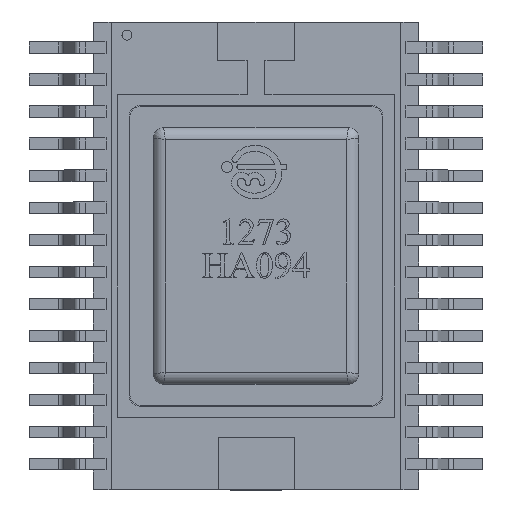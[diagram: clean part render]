
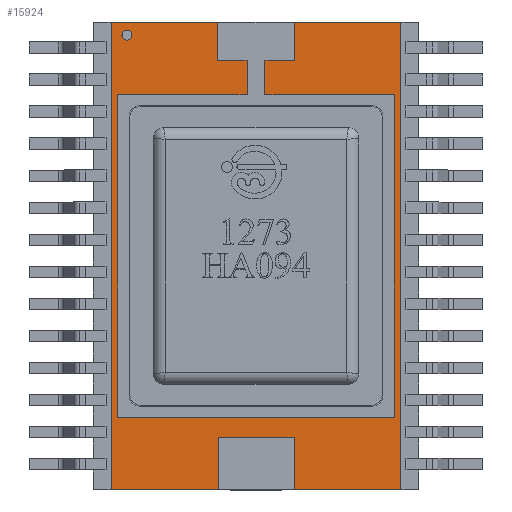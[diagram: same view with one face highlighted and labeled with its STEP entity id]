
A CAD part, top view. The second image highlights one B-rep face of the part: STEP entity #15924.
In plain terms, the highlighted planar face has unit normal (0, 0, 1).
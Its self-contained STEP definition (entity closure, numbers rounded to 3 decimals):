
#224=CIRCLE('',#16582,0.196);
#682=ORIENTED_EDGE('',*,*,#4189,.T.);
#683=ORIENTED_EDGE('',*,*,#4190,.T.);
#684=ORIENTED_EDGE('',*,*,#4191,.T.);
#685=ORIENTED_EDGE('',*,*,#4192,.T.);
#686=ORIENTED_EDGE('',*,*,#4193,.T.);
#687=ORIENTED_EDGE('',*,*,#4194,.F.);
#688=ORIENTED_EDGE('',*,*,#4195,.F.);
#689=ORIENTED_EDGE('',*,*,#4196,.T.);
#690=ORIENTED_EDGE('',*,*,#4197,.F.);
#691=ORIENTED_EDGE('',*,*,#4198,.F.);
#692=ORIENTED_EDGE('',*,*,#4199,.F.);
#693=ORIENTED_EDGE('',*,*,#4200,.F.);
#694=ORIENTED_EDGE('',*,*,#4201,.F.);
#695=ORIENTED_EDGE('',*,*,#4202,.T.);
#696=ORIENTED_EDGE('',*,*,#4203,.F.);
#697=ORIENTED_EDGE('',*,*,#4204,.F.);
#698=ORIENTED_EDGE('',*,*,#4205,.T.);
#699=ORIENTED_EDGE('',*,*,#4206,.T.);
#700=ORIENTED_EDGE('',*,*,#4207,.T.);
#701=ORIENTED_EDGE('',*,*,#4208,.F.);
#702=ORIENTED_EDGE('',*,*,#4209,.T.);
#4189=EDGE_CURVE('',#5942,#5942,#224,.T.);
#4190=EDGE_CURVE('',#5943,#5944,#7048,.T.);
#4191=EDGE_CURVE('',#5944,#5945,#7049,.T.);
#4192=EDGE_CURVE('',#5945,#5946,#7050,.T.);
#4193=EDGE_CURVE('',#5946,#5947,#7051,.T.);
#4194=EDGE_CURVE('',#5948,#5947,#7052,.T.);
#4195=EDGE_CURVE('',#5949,#5948,#7053,.T.);
#4196=EDGE_CURVE('',#5949,#5950,#7054,.T.);
#4197=EDGE_CURVE('',#5951,#5950,#7055,.T.);
#4198=EDGE_CURVE('',#5952,#5951,#7056,.T.);
#4199=EDGE_CURVE('',#5953,#5952,#7057,.T.);
#4200=EDGE_CURVE('',#5954,#5953,#7058,.T.);
#4201=EDGE_CURVE('',#5955,#5954,#7059,.T.);
#4202=EDGE_CURVE('',#5955,#5956,#7060,.T.);
#4203=EDGE_CURVE('',#5957,#5956,#7061,.T.);
#4204=EDGE_CURVE('',#5958,#5957,#7062,.T.);
#4205=EDGE_CURVE('',#5958,#5959,#7063,.T.);
#4206=EDGE_CURVE('',#5959,#5960,#7064,.T.);
#4207=EDGE_CURVE('',#5960,#5961,#7065,.T.);
#4208=EDGE_CURVE('',#5962,#5961,#7066,.T.);
#4209=EDGE_CURVE('',#5962,#5943,#7067,.T.);
#5942=VERTEX_POINT('',#21259);
#5943=VERTEX_POINT('',#21261);
#5944=VERTEX_POINT('',#21262);
#5945=VERTEX_POINT('',#21264);
#5946=VERTEX_POINT('',#21266);
#5947=VERTEX_POINT('',#21268);
#5948=VERTEX_POINT('',#21270);
#5949=VERTEX_POINT('',#21272);
#5950=VERTEX_POINT('',#21274);
#5951=VERTEX_POINT('',#21276);
#5952=VERTEX_POINT('',#21278);
#5953=VERTEX_POINT('',#21280);
#5954=VERTEX_POINT('',#21282);
#5955=VERTEX_POINT('',#21284);
#5956=VERTEX_POINT('',#21286);
#5957=VERTEX_POINT('',#21288);
#5958=VERTEX_POINT('',#21290);
#5959=VERTEX_POINT('',#21292);
#5960=VERTEX_POINT('',#21294);
#5961=VERTEX_POINT('',#21296);
#5962=VERTEX_POINT('',#21298);
#7048=LINE('',#21260,#8448);
#7049=LINE('',#21263,#8449);
#7050=LINE('',#21265,#8450);
#7051=LINE('',#21267,#8451);
#7052=LINE('',#21269,#8452);
#7053=LINE('',#21271,#8453);
#7054=LINE('',#21273,#8454);
#7055=LINE('',#21275,#8455);
#7056=LINE('',#21277,#8456);
#7057=LINE('',#21279,#8457);
#7058=LINE('',#21281,#8458);
#7059=LINE('',#21283,#8459);
#7060=LINE('',#21285,#8460);
#7061=LINE('',#21287,#8461);
#7062=LINE('',#21289,#8462);
#7063=LINE('',#21291,#8463);
#7064=LINE('',#21293,#8464);
#7065=LINE('',#21295,#8465);
#7066=LINE('',#21297,#8466);
#7067=LINE('',#21299,#8467);
#8448=VECTOR('',#17582,1000.);
#8449=VECTOR('',#17583,1000.);
#8450=VECTOR('',#17584,1000.);
#8451=VECTOR('',#17585,1000.);
#8452=VECTOR('',#17586,1000.);
#8453=VECTOR('',#17587,1000.);
#8454=VECTOR('',#17588,1000.);
#8455=VECTOR('',#17589,1000.);
#8456=VECTOR('',#17590,1000.);
#8457=VECTOR('',#17591,1000.);
#8458=VECTOR('',#17592,1000.);
#8459=VECTOR('',#17593,1000.);
#8460=VECTOR('',#17594,1000.);
#8461=VECTOR('',#17595,1000.);
#8462=VECTOR('',#17596,1000.);
#8463=VECTOR('',#17597,1000.);
#8464=VECTOR('',#17598,1000.);
#8465=VECTOR('',#17599,1000.);
#8466=VECTOR('',#17600,1000.);
#8467=VECTOR('',#17601,1000.);
#9782=EDGE_LOOP('',(#682));
#9783=EDGE_LOOP('',(#683,#684,#685,#686,#687,#688,#689,#690,#691,#692,#693,
#694,#695,#696,#697,#698,#699,#700,#701,#702));
#10434=FACE_BOUND('',#9782,.T.);
#10435=FACE_BOUND('',#9783,.T.);
#11075=PLANE('',#16581);
#15924=ADVANCED_FACE('',(#10434,#10435),#11075,.T.);
#16581=AXIS2_PLACEMENT_3D('',#21257,#17578,#17579);
#16582=AXIS2_PLACEMENT_3D('',#21258,#17580,#17581);
#17578=DIRECTION('',(0.,0.,1.));
#17579=DIRECTION('',(1.,0.,0.));
#17580=DIRECTION('',(0.,0.,-1.));
#17581=DIRECTION('',(-1.,0.,0.));
#17582=DIRECTION('',(0.,-1.,0.));
#17583=DIRECTION('',(1.,0.,0.));
#17584=DIRECTION('',(0.,1.,0.));
#17585=DIRECTION('',(-1.,0.,0.));
#17586=DIRECTION('',(0.,1.,0.));
#17587=DIRECTION('',(1.,0.,0.));
#17588=DIRECTION('',(0.,-1.,0.));
#17589=DIRECTION('',(-1.,0.,0.));
#17590=DIRECTION('',(0.,1.,0.));
#17591=DIRECTION('',(1.,0.,0.));
#17592=DIRECTION('',(0.,-1.,0.));
#17593=DIRECTION('',(-1.,0.,0.));
#17594=DIRECTION('',(0.,1.,0.));
#17595=DIRECTION('',(1.,0.,0.));
#17596=DIRECTION('',(0.,-1.,0.));
#17597=DIRECTION('',(-1.,0.,0.));
#17598=DIRECTION('',(0.,-1.,0.));
#17599=DIRECTION('',(1.,0.,0.));
#17600=DIRECTION('',(0.,-1.,0.));
#17601=DIRECTION('',(1.,0.,0.));
#21257=CARTESIAN_POINT('',(0.,0.,2.067));
#21258=CARTESIAN_POINT('',(-5.033,8.613,2.067));
#21259=CARTESIAN_POINT('',(-5.229,8.613,2.067));
#21260=CARTESIAN_POINT('',(1.515,-7.092,2.067));
#21261=CARTESIAN_POINT('',(1.515,-7.092,2.067));
#21262=CARTESIAN_POINT('',(1.515,-9.125,2.067));
#21263=CARTESIAN_POINT('',(-5.65,-9.125,2.067));
#21264=CARTESIAN_POINT('',(5.65,-9.125,2.067));
#21265=CARTESIAN_POINT('',(5.65,9.125,2.067));
#21266=CARTESIAN_POINT('',(5.65,9.125,2.067));
#21267=CARTESIAN_POINT('',(5.65,9.125,2.067));
#21268=CARTESIAN_POINT('',(1.5,9.125,2.067));
#21269=CARTESIAN_POINT('',(1.5,7.625,2.067));
#21270=CARTESIAN_POINT('',(1.5,7.625,2.067));
#21271=CARTESIAN_POINT('',(0.35,7.625,2.067));
#21272=CARTESIAN_POINT('',(0.35,7.625,2.067));
#21273=CARTESIAN_POINT('',(0.35,7.625,2.067));
#21274=CARTESIAN_POINT('',(0.35,6.293,2.067));
#21275=CARTESIAN_POINT('',(-0.35,6.293,2.067));
#21276=CARTESIAN_POINT('',(5.399,6.293,2.067));
#21277=CARTESIAN_POINT('',(5.399,-6.293,2.067));
#21278=CARTESIAN_POINT('',(5.399,-6.293,2.067));
#21279=CARTESIAN_POINT('',(-5.399,-6.293,2.067));
#21280=CARTESIAN_POINT('',(-5.399,-6.293,2.067));
#21281=CARTESIAN_POINT('',(-5.399,6.293,2.067));
#21282=CARTESIAN_POINT('',(-5.399,6.293,2.067));
#21283=CARTESIAN_POINT('',(-0.35,6.293,2.067));
#21284=CARTESIAN_POINT('',(-0.35,6.293,2.067));
#21285=CARTESIAN_POINT('',(-0.35,6.293,2.067));
#21286=CARTESIAN_POINT('',(-0.35,7.625,2.067));
#21287=CARTESIAN_POINT('',(0.35,7.625,2.067));
#21288=CARTESIAN_POINT('',(-1.5,7.625,2.067));
#21289=CARTESIAN_POINT('',(-1.5,9.125,2.067));
#21290=CARTESIAN_POINT('',(-1.5,9.125,2.067));
#21291=CARTESIAN_POINT('',(5.65,9.125,2.067));
#21292=CARTESIAN_POINT('',(-5.65,9.125,2.067));
#21293=CARTESIAN_POINT('',(-5.65,9.125,2.067));
#21294=CARTESIAN_POINT('',(-5.65,-9.125,2.067));
#21295=CARTESIAN_POINT('',(-5.65,-9.125,2.067));
#21296=CARTESIAN_POINT('',(-1.468,-9.125,2.067));
#21297=CARTESIAN_POINT('',(-1.468,-9.125,2.067));
#21298=CARTESIAN_POINT('',(-1.468,-7.092,2.067));
#21299=CARTESIAN_POINT('',(-1.,-7.092,2.067));
